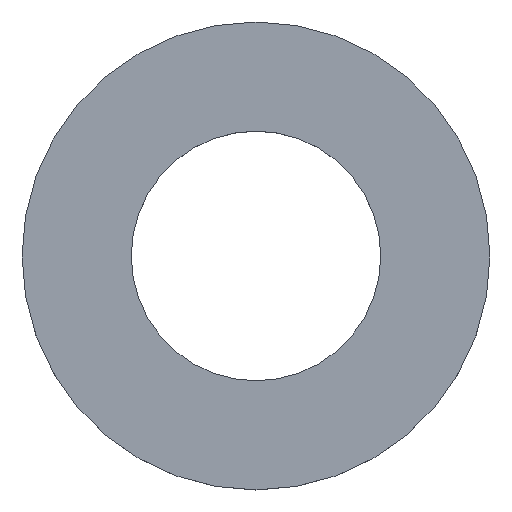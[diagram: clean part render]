
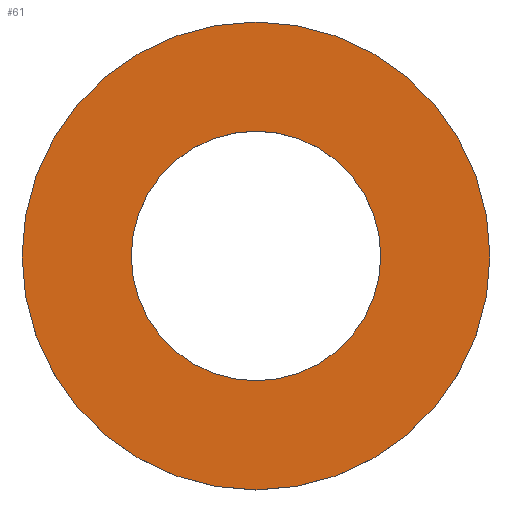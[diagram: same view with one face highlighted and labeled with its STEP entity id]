
A CAD part, top view. The second image highlights one B-rep face of the part: STEP entity #61.
In plain terms, the highlighted planar face has unit normal (0, 0, 1).
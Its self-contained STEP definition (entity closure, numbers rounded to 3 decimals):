
#19=PLANE('',#71);
#23=FACE_BOUND('',#34,.T.);
#27=FACE_OUTER_BOUND('',#33,.T.);
#33=EDGE_LOOP('',(#53));
#34=EDGE_LOOP('',(#54));
#37=CIRCLE('',#66,1.6);
#39=CIRCLE('',#69,3.);
#41=VERTEX_POINT('',#93);
#43=VERTEX_POINT('',#98);
#45=EDGE_CURVE('',#41,#41,#37,.T.);
#47=EDGE_CURVE('',#43,#43,#39,.T.);
#53=ORIENTED_EDGE('',*,*,#47,.T.);
#54=ORIENTED_EDGE('',*,*,#45,.T.);
#61=ADVANCED_FACE('',(#27,#23),#19,.T.);
#66=AXIS2_PLACEMENT_3D('',#94,#77,#78);
#69=AXIS2_PLACEMENT_3D('',#99,#83,#84);
#71=AXIS2_PLACEMENT_3D('',#102,#87,#88);
#77=DIRECTION('center_axis',(0.,0.,-1.));
#78=DIRECTION('ref_axis',(-1.,0.,0.));
#83=DIRECTION('center_axis',(0.,0.,1.));
#84=DIRECTION('ref_axis',(-1.,0.,0.));
#87=DIRECTION('center_axis',(0.,0.,1.));
#88=DIRECTION('ref_axis',(1.,0.,0.));
#93=CARTESIAN_POINT('',(1.6,0.,0.4));
#94=CARTESIAN_POINT('Origin',(0.,0.,0.4));
#98=CARTESIAN_POINT('',(3.,0.,0.4));
#99=CARTESIAN_POINT('Origin',(0.,0.,0.4));
#102=CARTESIAN_POINT('Origin',(0.,0.,
0.4));
